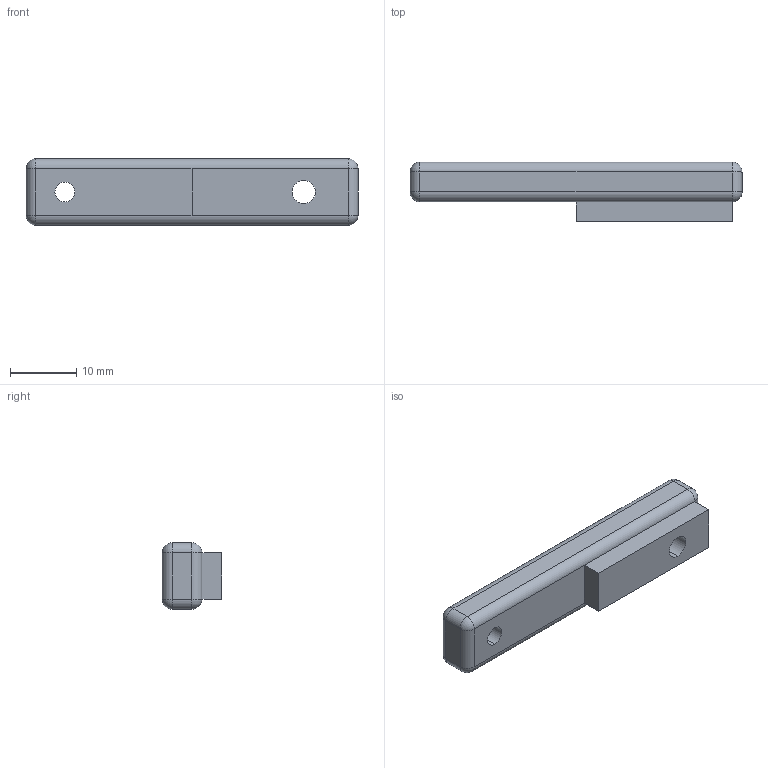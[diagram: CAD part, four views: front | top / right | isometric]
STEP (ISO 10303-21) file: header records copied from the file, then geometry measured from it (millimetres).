
FILE_DESCRIPTION (( 'STEP AP203' ), '1' );
FILE_NAME ('Servo to Steering Assembly.STEP', '2025-12-09T16:42:52', ( '' ), ( '' ), 'SwSTEP 2.0', 'SolidWorks 2025', '' );
FILE_SCHEMA (( 'CONFIG_CONTROL_DESIGN' ));
Length unit declared in the file: millimetre
Products named in the file (1): Servo to Steering Assembly
Bounding box: 50 x 9.01 x 10 mm (x, y, z)
Volume: 3169.3 mm3; surface area: 1887.3 mm2
Topology: 1 solids, 1 shells, 38 faces, 85 edges, 42 vertices
Faces by surface type: cylinder 18, plane 12, sphere 8
Entity records: 1056 total; most frequent: DIRECTION 191, CARTESIAN_POINT 158, ORIENTED_EDGE 154, EDGE_CURVE 77, AXIS2_PLACEMENT_3D 75, EDGE_LOOP 43, VERTEX_POINT 42, VECTOR 41
